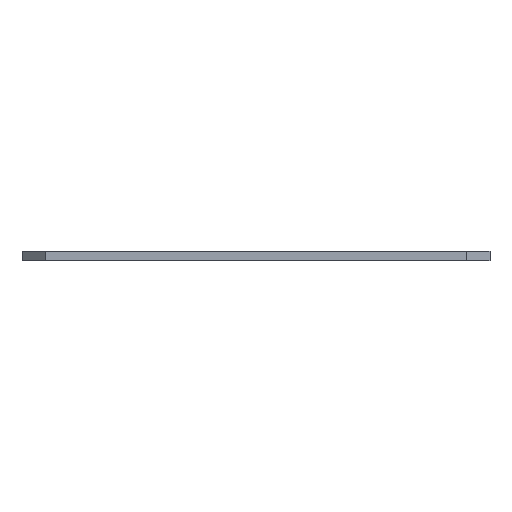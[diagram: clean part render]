
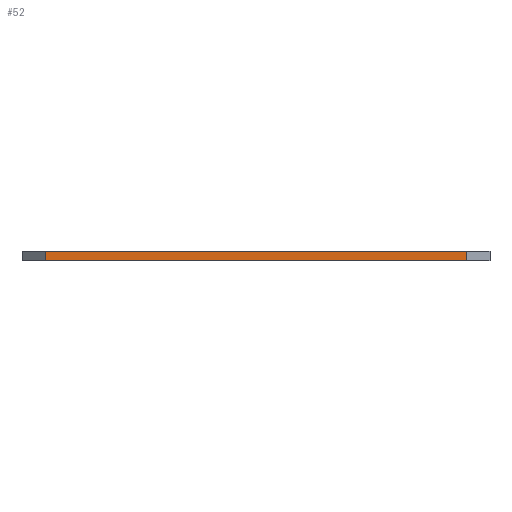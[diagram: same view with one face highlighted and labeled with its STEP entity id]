
A CAD part, left-side view. The second image highlights one B-rep face of the part: STEP entity #52.
In plain terms, the highlighted planar face has unit normal (-1, 0, 0).
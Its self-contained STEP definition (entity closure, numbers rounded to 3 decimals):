
#52=ADVANCED_FACE('',(#357),#359,.T.);
#357=FACE_BOUND('',#358,.T.);
#358=EDGE_LOOP('',(#1910,#1911,#1912,#1913));
#359=PLANE('',#360);
#360=AXIS2_PLACEMENT_3D('',#361,#362,#363);
#361=CARTESIAN_POINT('',(-50.,50.,0.));
#362=DIRECTION('',(-1.,0.,0.));
#363=DIRECTION('',(0.,-1.,0.));
#1910=ORIENTED_EDGE('',*,*,#2856,.F.);
#1911=ORIENTED_EDGE('',*,*,#2857,.T.);
#1912=ORIENTED_EDGE('',*,*,#2858,.T.);
#1913=ORIENTED_EDGE('',*,*,#2693,.F.);
#2693=EDGE_CURVE('',#3171,#3173,#3174,.T.);
#2856=EDGE_CURVE('',#3494,#3171,#3496,.T.);
#2857=EDGE_CURVE('',#3494,#3497,#3498,.T.);
#2858=EDGE_CURVE('',#3497,#3173,#3499,.T.);
#3171=VERTEX_POINT('',#3971);
#3173=VERTEX_POINT('',#3975);
#3174=LINE('',#3976,#3977);
#3494=VERTEX_POINT('',#4624);
#3496=LINE('',#4628,#4629);
#3497=VERTEX_POINT('',#4631);
#3498=LINE('',#4632,#4633);
#3499=LINE('',#4635,#4636);
#3971=CARTESIAN_POINT('',(-50.,45.,2.));
#3975=CARTESIAN_POINT('',(-50.,-45.,2.));
#3976=CARTESIAN_POINT('',(-50.,45.,2.));
#3977=VECTOR('',#3978,1.);
#3978=DIRECTION('',(0.,-1.,0.));
#4624=CARTESIAN_POINT('',(-50.,45.,0.));
#4628=CARTESIAN_POINT('',(-50.,45.,0.));
#4629=VECTOR('',#4630,1.);
#4630=DIRECTION('',(0.,0.,1.));
#4631=CARTESIAN_POINT('',(-50.,-45.,0.));
#4632=CARTESIAN_POINT('',(-50.,45.,0.));
#4633=VECTOR('',#4634,1.);
#4634=DIRECTION('',(0.,-1.,0.));
#4635=CARTESIAN_POINT('',(-50.,-45.,0.));
#4636=VECTOR('',#4637,1.);
#4637=DIRECTION('',(0.,0.,1.));
